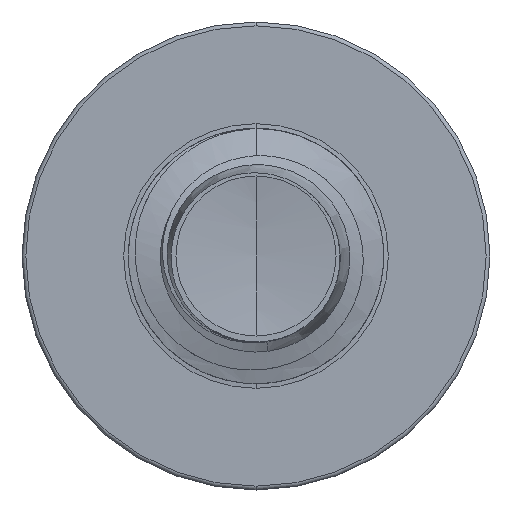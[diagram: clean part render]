
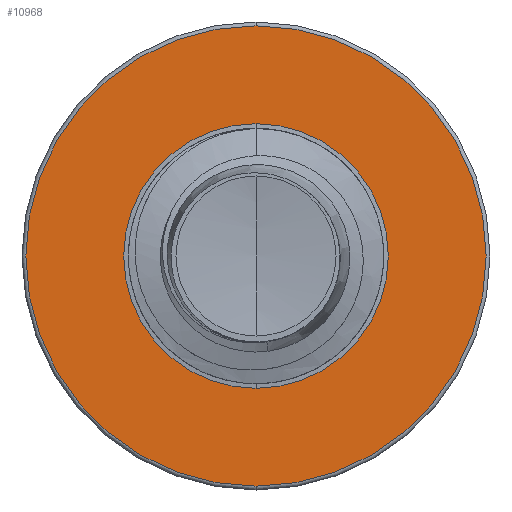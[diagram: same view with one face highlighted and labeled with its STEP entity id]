
A CAD part, front view. The second image highlights one B-rep face of the part: STEP entity #10968.
In plain terms, the highlighted planar face has unit normal (0, -1, 0).
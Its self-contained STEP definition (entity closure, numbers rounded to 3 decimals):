
#83 = EDGE_LOOP ( 'NONE', ( #2182, #16831 ) ) ;
#260 = CARTESIAN_POINT ( 'NONE',  ( 0., 5., 1.623 ) ) ;
#487 = CARTESIAN_POINT ( 'NONE',  ( 0., 5., 0. ) ) ;
#880 = FACE_OUTER_BOUND ( 'NONE', #83, .T. ) ;
#1838 = VERTEX_POINT ( 'NONE', #13473 ) ;
#2182 = ORIENTED_EDGE ( 'NONE', *, *, #8131, .F. ) ;
#2326 = DIRECTION ( 'NONE',  ( 0., 0., 1. ) ) ;
#3158 = VERTEX_POINT ( 'NONE', #260 ) ;
#3689 = VERTEX_POINT ( 'NONE', #17994 ) ;
#3846 = CIRCLE ( 'NONE', #12115, 1.623 ) ;
#4695 = CARTESIAN_POINT ( 'NONE',  ( 0., 5., -1.623 ) ) ;
#4979 = CARTESIAN_POINT ( 'NONE',  ( 0., 5., -0.933 ) ) ;
#5125 = EDGE_CURVE ( 'NONE', #3689, #1838, #13274, .T. ) ;
#6481 = CARTESIAN_POINT ( 'NONE',  ( 0., 5., 0. ) ) ;
#6884 = DIRECTION ( 'NONE',  ( 0., 0., 1. ) ) ;
#6904 = DIRECTION ( 'NONE',  ( 0., 1., 0. ) ) ;
#6928 = CARTESIAN_POINT ( 'NONE',  ( 0., 5., 0. ) ) ;
#7080 = CARTESIAN_POINT ( 'NONE',  ( 0., 5., 0. ) ) ;
#8114 = DIRECTION ( 'NONE',  ( 0., 0., 1. ) ) ;
#8131 = EDGE_CURVE ( 'NONE', #3158, #9061, #3846, .T. ) ;
#8260 = DIRECTION ( 'NONE',  ( 0., 1., 0. ) ) ;
#8692 = DIRECTION ( 'NONE',  ( 0., 0., 1. ) ) ;
#8951 = AXIS2_PLACEMENT_3D ( 'NONE', #6928, #6904, #6884 ) ;
#9061 = VERTEX_POINT ( 'NONE', #4695 ) ;
#9665 = FACE_BOUND ( 'NONE', #17081, .T. ) ;
#9776 = ORIENTED_EDGE ( 'NONE', *, *, #5125, .T. ) ;
#10968 = ADVANCED_FACE ( 'NONE', ( #880, #9665 ), #12629, .F. ) ;
#11019 = CIRCLE ( 'NONE', #11522, 0.933 ) ;
#11522 = AXIS2_PLACEMENT_3D ( 'NONE', #6481, #16346, #8114 ) ;
#11850 = DIRECTION ( 'NONE',  ( 0., 1., 0. ) ) ;
#12115 = AXIS2_PLACEMENT_3D ( 'NONE', #7080, #16799, #8692 ) ;
#12629 = PLANE ( 'NONE',  #17508 ) ;
#13274 = CIRCLE ( 'NONE', #8951, 0.933 ) ;
#13473 = CARTESIAN_POINT ( 'NONE',  ( 0., 5., -0.933 ) ) ;
#13660 = CIRCLE ( 'NONE', #14647, 1.623 ) ;
#14142 = ORIENTED_EDGE ( 'NONE', *, *, #16929, .T. ) ;
#14647 = AXIS2_PLACEMENT_3D ( 'NONE', #487, #11850, #2326 ) ;
#16109 = EDGE_CURVE ( 'NONE', #9061, #3158, #13660, .T. ) ;
#16346 = DIRECTION ( 'NONE',  ( 0., 1., 0. ) ) ;
#16799 = DIRECTION ( 'NONE',  ( 0., 1., 0. ) ) ;
#16831 = ORIENTED_EDGE ( 'NONE', *, *, #16109, .F. ) ;
#16929 = EDGE_CURVE ( 'NONE', #1838, #3689, #11019, .T. ) ;
#17081 = EDGE_LOOP ( 'NONE', ( #9776, #14142 ) ) ;
#17508 = AXIS2_PLACEMENT_3D ( 'NONE', #4979, #8260, #17787 ) ;
#17787 = DIRECTION ( 'NONE',  ( 0., 0., 1. ) ) ;
#17994 = CARTESIAN_POINT ( 'NONE',  ( 0., 5., 0.933 ) ) ;
